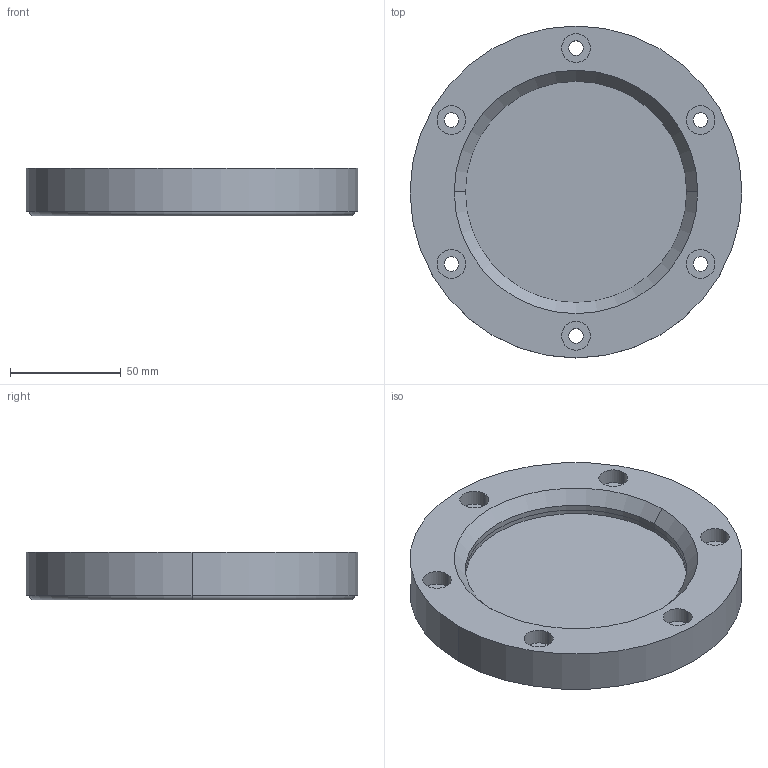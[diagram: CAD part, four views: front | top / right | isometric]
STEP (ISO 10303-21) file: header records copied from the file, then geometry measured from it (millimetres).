
FILE_DESCRIPTION (( 'STEP AP203' ), '1' );
FILE_NAME ('R8-021.STEP', '2022-07-01T11:57:51', ( '' ), ( '' ), 'SwSTEP 2.0', 'SolidWorks 2022', '' );
FILE_SCHEMA (( 'CONFIG_CONTROL_DESIGN' ));
Length unit declared in the file: millimetre
Products named in the file (1): R8-021
Bounding box: 150 x 150 x 21.5 mm (x, y, z)
Volume: 236264.7 mm3; surface area: 76553.4 mm2
Topology: 3 solids, 3 shells, 57 faces, 124 edges, 82 vertices
Faces by surface type: cylinder 38, plane 15, torus 2, cone 2
Entity records: 1711 total; most frequent: DIRECTION 324, CARTESIAN_POINT 264, ORIENTED_EDGE 248, AXIS2_PLACEMENT_3D 142, EDGE_CURVE 124, CIRCLE 84, EDGE_LOOP 82, VERTEX_POINT 82
